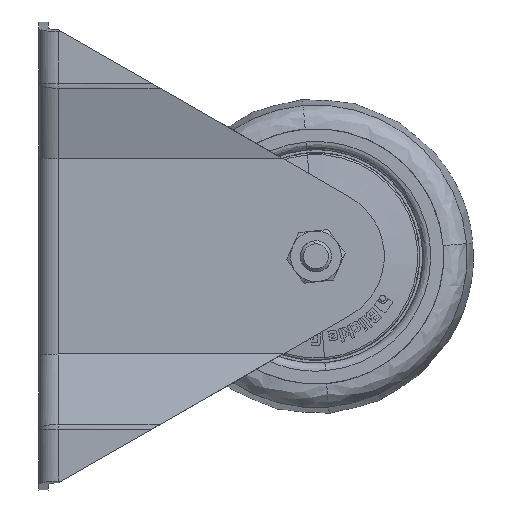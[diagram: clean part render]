
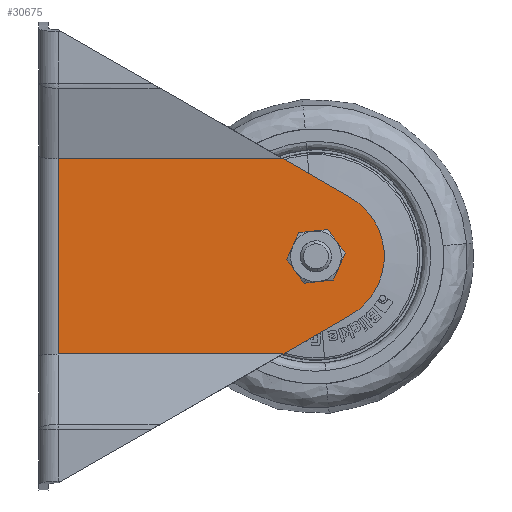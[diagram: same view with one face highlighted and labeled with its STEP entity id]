
A CAD part, left-side view. The second image highlights one B-rep face of the part: STEP entity #30675.
In plain terms, the highlighted face is planar.
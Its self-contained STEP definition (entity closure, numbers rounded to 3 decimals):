
#258 = LINE ( 'NONE', #38354, #39079 ) ;
#3049 = CARTESIAN_POINT ( 'NONE',  ( 10.265, -21., 124.119 ) ) ;
#3224 = DIRECTION ( 'NONE',  ( 0., 0., -1. ) ) ;
#3950 = EDGE_LOOP ( 'NONE', ( #42589, #32052 ) ) ;
#4535 = EDGE_LOOP ( 'NONE', ( #31043, #4905, #11824, #26962, #43497, #8244 ) ) ;
#4905 = ORIENTED_EDGE ( 'NONE', *, *, #38421, .T. ) ;
#5499 = EDGE_CURVE ( 'NONE', #39085, #17755, #21854, .T. ) ;
#6093 = CARTESIAN_POINT ( 'NONE',  ( -25., -21., 62.568 ) ) ;
#7269 = EDGE_CURVE ( 'NONE', #12481, #10697, #29860, .T. ) ;
#7622 = DIRECTION ( 'NONE',  ( -0.497, 0., 0.868 ) ) ;
#8244 = ORIENTED_EDGE ( 'NONE', *, *, #48516, .F. ) ;
#8979 = CARTESIAN_POINT ( 'NONE',  ( -15.184, -21., 79.7 ) ) ;
#9682 = VECTOR ( 'NONE', #33191, 1000. ) ;
#9928 = VECTOR ( 'NONE', #3224, 1000. ) ;
#10697 = VERTEX_POINT ( 'NONE', #46731 ) ;
#11074 = CARTESIAN_POINT ( 'NONE',  ( 0., -21., 130. ) ) ;
#11824 = ORIENTED_EDGE ( 'NONE', *, *, #20546, .F. ) ;
#12062 = AXIS2_PLACEMENT_3D ( 'NONE', #43676, #21564, #47365 ) ;
#12428 = DIRECTION ( 'NONE',  ( 1., 0., 0. ) ) ;
#12481 = VERTEX_POINT ( 'NONE', #6093 ) ;
#13273 = VERTEX_POINT ( 'NONE', #31010 ) ;
#14296 = CARTESIAN_POINT ( 'NONE',  ( 0., -21., 71. ) ) ;
#14683 = CARTESIAN_POINT ( 'NONE',  ( -25., -21., 130. ) ) ;
#14932 = DIRECTION ( 'NONE',  ( 0., -1., 0. ) ) ;
#15097 = EDGE_CURVE ( 'NONE', #13273, #16261, #25131, .T. ) ;
#15492 = VECTOR ( 'NONE', #7622, 1000. ) ;
#16261 = VERTEX_POINT ( 'NONE', #27322 ) ;
#16565 = CARTESIAN_POINT ( 'NONE',  ( 25., -21., 130. ) ) ;
#17755 = VERTEX_POINT ( 'NONE', #23337 ) ;
#18119 = DIRECTION ( 'NONE',  ( 1., 0., 0. ) ) ;
#18301 = DIRECTION ( 'NONE',  ( 0., -1., 0. ) ) ;
#19769 = LINE ( 'NONE', #3049, #9682 ) ;
#20161 = VECTOR ( 'NONE', #20254, 1000. ) ;
#20254 = DIRECTION ( 'NONE',  ( 0., 0., -1. ) ) ;
#20546 = EDGE_CURVE ( 'NONE', #12481, #42056, #19769, .T. ) ;
#21564 = DIRECTION ( 'NONE',  ( 0., -1., 0. ) ) ;
#21854 = LINE ( 'NONE', #33845, #15492 ) ;
#23337 = CARTESIAN_POINT ( 'NONE',  ( 15.184, -21., 79.7 ) ) ;
#23787 = CIRCLE ( 'NONE', #12062, 4.25 ) ;
#23799 = EDGE_CURVE ( 'NONE', #16261, #13273, #23787, .T. ) ;
#23962 = AXIS2_PLACEMENT_3D ( 'NONE', #14296, #40200, #18119 ) ;
#25131 = CIRCLE ( 'NONE', #41202, 4.25 ) ;
#25950 = EDGE_CURVE ( 'NONE', #10697, #31754, #258, .T. ) ;
#26962 = ORIENTED_EDGE ( 'NONE', *, *, #7269, .T. ) ;
#27322 = CARTESIAN_POINT ( 'NONE',  ( 0., -21., 66.75 ) ) ;
#29860 = LINE ( 'NONE', #14683, #9928 ) ;
#30675 = ADVANCED_FACE ( 'NONE', ( #42782, #34179 ), #33426, .T. ) ;
#31010 = CARTESIAN_POINT ( 'NONE',  ( 0., -21., 75.25 ) ) ;
#31043 = ORIENTED_EDGE ( 'NONE', *, *, #5499, .T. ) ;
#31754 = VERTEX_POINT ( 'NONE', #36936 ) ;
#32052 = ORIENTED_EDGE ( 'NONE', *, *, #23799, .F. ) ;
#33191 = DIRECTION ( 'NONE',  ( 0.497, 0., 0.868 ) ) ;
#33426 = PLANE ( 'NONE',  #34578 ) ;
#33845 = CARTESIAN_POINT ( 'NONE',  ( -10.265, -21., 124.119 ) ) ;
#34179 = FACE_OUTER_BOUND ( 'NONE', #4535, .T. ) ;
#34578 = AXIS2_PLACEMENT_3D ( 'NONE', #11074, #14932, #40800 ) ;
#36936 = CARTESIAN_POINT ( 'NONE',  ( 25., -21., 5. ) ) ;
#37783 = CIRCLE ( 'NONE', #23962, 17.5 ) ;
#38354 = CARTESIAN_POINT ( 'NONE',  ( 25., -21., 5. ) ) ;
#38421 = EDGE_CURVE ( 'NONE', #17755, #42056, #37783, .T. ) ;
#39079 = VECTOR ( 'NONE', #12428, 1000. ) ;
#39085 = VERTEX_POINT ( 'NONE', #44184 ) ;
#39792 = LINE ( 'NONE', #16565, #20161 ) ;
#40200 = DIRECTION ( 'NONE',  ( 0., -1., 0. ) ) ;
#40392 = CARTESIAN_POINT ( 'NONE',  ( 0., -21., 71. ) ) ;
#40800 = DIRECTION ( 'NONE',  ( 1., 0., 0. ) ) ;
#41202 = AXIS2_PLACEMENT_3D ( 'NONE', #40392, #18301, #44119 ) ;
#42056 = VERTEX_POINT ( 'NONE', #8979 ) ;
#42589 = ORIENTED_EDGE ( 'NONE', *, *, #15097, .F. ) ;
#42782 = FACE_BOUND ( 'NONE', #3950, .T. ) ;
#43497 = ORIENTED_EDGE ( 'NONE', *, *, #25950, .T. ) ;
#43676 = CARTESIAN_POINT ( 'NONE',  ( 0., -21., 71. ) ) ;
#44119 = DIRECTION ( 'NONE',  ( 1., 0., 0. ) ) ;
#44184 = CARTESIAN_POINT ( 'NONE',  ( 25., -21., 62.568 ) ) ;
#46731 = CARTESIAN_POINT ( 'NONE',  ( -25., -21., 5. ) ) ;
#47365 = DIRECTION ( 'NONE',  ( 1., 0., 0. ) ) ;
#48516 = EDGE_CURVE ( 'NONE', #39085, #31754, #39792, .T. ) ;
